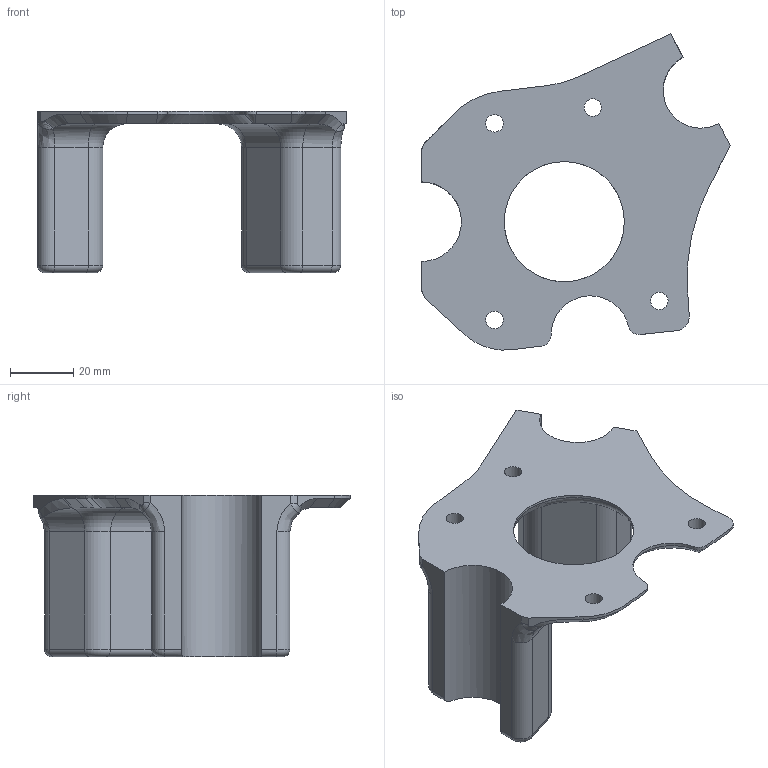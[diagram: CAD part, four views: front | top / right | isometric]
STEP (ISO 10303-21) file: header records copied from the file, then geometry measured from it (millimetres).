
FILE_DESCRIPTION(/* description */ ('STEP AP242','CAx-IF Rec.Pracs.---Representation and Presentation of Product Manufacturing Information (PMI)---4.0---2014-10-13','CAx-IF Rec.Pracs.---3D Tessellated Geometry---0.4---2014-09-14','2;1'),/* implementation_level */ '2;1');
FILE_NAME(/* name */ '6793f0ac772a3469811e8476',/* time_stamp */ '2025-01-24T19:57:32Z',/* author */ (''),/* organization */ (''),/* preprocessor_version */ 'ST-DEVELOPER v20',/* originating_system */ 'ONSHAPE BY PTC INC, 1.192',/* authorisation */ ' ');
FILE_SCHEMA (('AP242_MANAGED_MODEL_BASED_3D_ENGINEERING_MIM_LF { 1 0 10303 442 1 1 4 }'));
Length unit declared in the file: metre
Products named in the file (1): Fusion013
Bounding box: 97.4 x 99.73 x 51 mm (x, y, z)
Volume: 68942.3 mm3; surface area: 22899.5 mm2
Topology: 1 solids, 1 shells, 118 faces, 293 edges, 176 vertices
Faces by surface type: plane 41, cylinder 40, bspline 16, torus 13, cone 8
Full cylindrical faces by diameter (mm): 5.5 x4, 37.901 x1
Entity records: 4149 total; most frequent: CARTESIAN_POINT 1049, ORIENTED_EDGE 574, DIRECTION 556, EDGE_CURVE 287, AXIS2_PLACEMENT_3D 212, VERTEX_POINT 175, LINE 132, VECTOR 132
